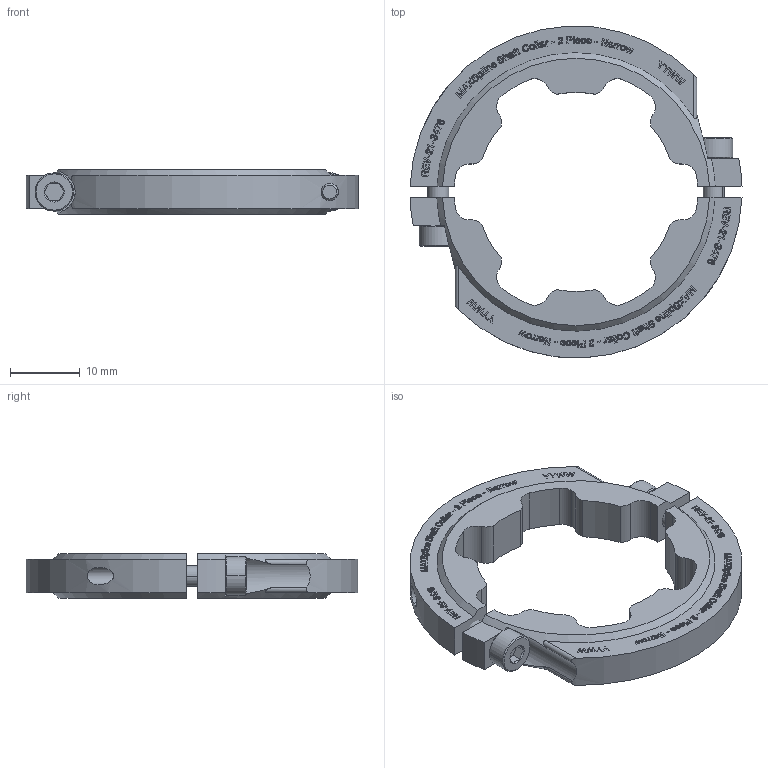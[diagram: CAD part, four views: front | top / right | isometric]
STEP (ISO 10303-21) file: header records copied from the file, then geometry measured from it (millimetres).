
FILE_DESCRIPTION (( 'STEP AP214' ), '1' );
FILE_NAME ('REV-21-3476.STEP', '2025-11-25T18:53:07', ( '' ), ( '' ), 'SwSTEP 2.0', 'SolidWorks 2022', '' );
FILE_SCHEMA (( 'AUTOMOTIVE_DESIGN' ));
Length unit declared in the file: millimetre
Products named in the file (3): REV-21-3476-P01; M3 SHCS SS_10mm; REV-21-3476
Assembly tree (4 placements, depth 2):
  REV-21-3476
    REV-21-3476-P01  x2
    M3 SHCS SS_10mm  x2
Bounding box: 47.6 x 47.58 x 6.35 mm (x, y, z)
Volume: 4916.8 mm3; surface area: 4109.9 mm2
Topology: 4 solids, 4 shells, 1400 faces, 3744 edges, 2484 vertices
Faces by surface type: plane 858, bspline 446, cylinder 68, cone 28
Entity records: 40534 total; most frequent: CARTESIAN_POINT 17593, ORIENTED_EDGE 3744, DIRECTION 2452, EDGE_CURVE 1872, VECTOR 1326, LINE 1326, VERTEX_POINT 1242, EDGE_LOOP 770
